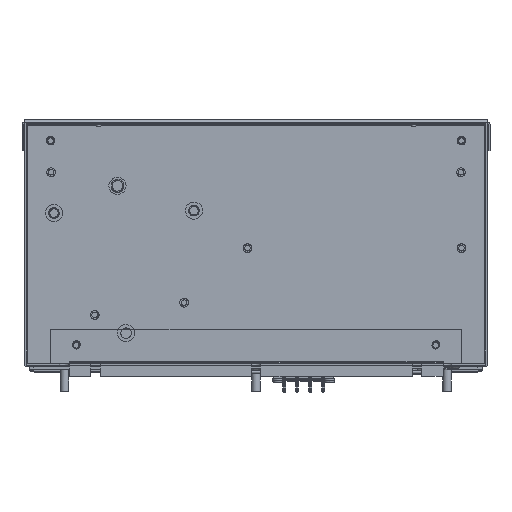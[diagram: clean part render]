
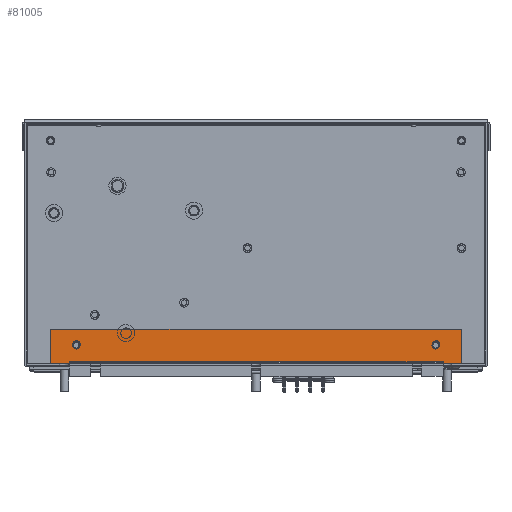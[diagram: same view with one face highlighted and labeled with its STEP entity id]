
A CAD part, front view. The second image highlights one B-rep face of the part: STEP entity #81005.
In plain terms, the highlighted free-form (B-spline) face has degree [1, 1] with [2, 2] control points.
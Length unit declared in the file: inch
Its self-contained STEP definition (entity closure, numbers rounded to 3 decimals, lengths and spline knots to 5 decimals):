
#79703=CARTESIAN_POINT('V3653',(0.76634,
   -21.73989,0.08406));
#79704=VERTEX_POINT('V3653',#79703);
#79762=CARTESIAN_POINT('V3652',(-10.15366,
   -21.73989,0.08406));
#79763=VERTEX_POINT('V3652',#79762);
#79799=CARTESIAN_POINT('E5462',(-10.15366,
   -21.73989,0.08406));
#79800=CARTESIAN_POINT('E5462',(0.76634,
   -21.73989,0.08406));
#79801=QUASI_UNIFORM_CURVE('E5462',1,(#79799,#79800),.POLYLINE_FORM.,
   .F.,.U.);
#79802=EDGE_CURVE('E5462',#79763,#79704,#79801,.T.);
#80651=CARTESIAN_POINT('V3660',(0.66534,
   -21.73989,0.58906));
#80652=VERTEX_POINT('V3660',#80651);
#80658=CARTESIAN_POINT('E5470',(0.66534,
   -21.73989,0.58906));
#80659=CARTESIAN_POINT('E5470',(0.66534,
   -21.73989,0.40027));
#80660=CARTESIAN_POINT('E5470',(0.50184,
   -21.73989,0.49467));
#80661=CARTESIAN_POINT('E5470',(0.33834,
   -21.73989,0.58906));
#80662=CARTESIAN_POINT('E5470',(0.50184,
   -21.73989,0.68346));
#80663=CARTESIAN_POINT('E5470',(0.66534,
   -21.73989,0.77786));
#80664=CARTESIAN_POINT('E5470',(0.66534,
   -21.73989,0.58906));
#80672=(BOUNDED_CURVE()B_SPLINE_CURVE(2,(#80658,#80659,#80660,
   #80661,#80662,#80663,#80664),.CIRCULAR_ARC.,.T.,.U.)
   B_SPLINE_CURVE_WITH_KNOTS((3,2,2,3),(0.0,0.33333,
   0.66667,1.0),.UNSPECIFIED.)CURVE()
   GEOMETRIC_REPRESENTATION_ITEM()RATIONAL_B_SPLINE_CURVE((1.0,
   0.5,1.0,0.5,1.0,0.5,1.0)
   )REPRESENTATION_ITEM('E5470'));
#80673=EDGE_CURVE('E5470',#80652,#80652,#80672,.T.);
#80720=CARTESIAN_POINT('V3661',(-9.83466,
   -21.73989,0.58906));
#80721=VERTEX_POINT('V3661',#80720);
#80727=CARTESIAN_POINT('E5471',(-9.83466,
   -21.73989,0.58906));
#80728=CARTESIAN_POINT('E5471',(-9.83466,
   -21.73989,0.40027));
#80729=CARTESIAN_POINT('E5471',(-9.99816,
   -21.73989,0.49467));
#80730=CARTESIAN_POINT('E5471',(-10.16166,
   -21.73989,0.58906));
#80731=CARTESIAN_POINT('E5471',(-9.99816,
   -21.73989,0.68346));
#80732=CARTESIAN_POINT('E5471',(-9.83466,
   -21.73989,0.77786));
#80733=CARTESIAN_POINT('E5471',(-9.83466,
   -21.73989,0.58906));
#80741=(BOUNDED_CURVE()B_SPLINE_CURVE(2,(#80727,#80728,#80729,
   #80730,#80731,#80732,#80733),.CIRCULAR_ARC.,.T.,.U.)
   B_SPLINE_CURVE_WITH_KNOTS((3,2,2,3),(0.0,0.33333,
   0.66667,1.0),.UNSPECIFIED.)CURVE()
   GEOMETRIC_REPRESENTATION_ITEM()RATIONAL_B_SPLINE_CURVE((1.0,
   0.5,1.0,0.5,1.0,0.5,1.0)
   )REPRESENTATION_ITEM('E5471'));
#80742=EDGE_CURVE('E5471',#80721,#80721,#80741,.T.);
#80761=CARTESIAN_POINT('V3659',(-10.15366,
   -21.73989,0.03306));
#80762=VERTEX_POINT('V3659',#80761);
#80763=CARTESIAN_POINT('E5469',(-10.15366,
   -21.73989,0.03306));
#80764=CARTESIAN_POINT('E5469',(-10.15366,
   -21.73989,0.08406));
#80765=QUASI_UNIFORM_CURVE('E5469',1,(#80763,#80764),.POLYLINE_FORM.,
   .F.,.U.);
#80766=EDGE_CURVE('E5469',#80762,#79763,#80765,.T.);
#80789=CARTESIAN_POINT('V3658',(-10.69366,
   -21.73989,0.03306));
#80790=VERTEX_POINT('V3658',#80789);
#80791=CARTESIAN_POINT('E5468',(-10.69366,
   -21.73989,0.03306));
#80792=CARTESIAN_POINT('E5468',(-10.15366,
   -21.73989,0.03306));
#80793=QUASI_UNIFORM_CURVE('E5468',1,(#80791,#80792),.POLYLINE_FORM.,
   .F.,.U.);
#80794=EDGE_CURVE('E5468',#80790,#80762,#80793,.T.);
#80817=CARTESIAN_POINT('V3657',(-10.69366,
   -21.73989,1.03306));
#80818=VERTEX_POINT('V3657',#80817);
#80819=CARTESIAN_POINT('E5467',(-10.69366,
   -21.73989,1.03306));
#80820=CARTESIAN_POINT('E5467',(-10.69366,
   -21.73989,0.03306));
#80821=QUASI_UNIFORM_CURVE('E5467',1,(#80819,#80820),.POLYLINE_FORM.,
   .F.,.U.);
#80822=EDGE_CURVE('E5467',#80818,#80790,#80821,.T.);
#80845=CARTESIAN_POINT('V3656',(1.30634,
   -21.73989,1.03306));
#80846=VERTEX_POINT('V3656',#80845);
#80847=CARTESIAN_POINT('E5466',(1.30634,
   -21.73989,1.03306));
#80848=CARTESIAN_POINT('E5466',(-10.69366,
   -21.73989,1.03306));
#80849=QUASI_UNIFORM_CURVE('E5466',1,(#80847,#80848),.POLYLINE_FORM.,
   .F.,.U.);
#80850=EDGE_CURVE('E5466',#80846,#80818,#80849,.T.);
#80873=CARTESIAN_POINT('V3655',(1.30634,
   -21.73989,0.03306));
#80874=VERTEX_POINT('V3655',#80873);
#80875=CARTESIAN_POINT('E5465',(1.30634,
   -21.73989,0.03306));
#80876=CARTESIAN_POINT('E5465',(1.30634,
   -21.73989,1.03306));
#80877=QUASI_UNIFORM_CURVE('E5465',1,(#80875,#80876),.POLYLINE_FORM.,
   .F.,.U.);
#80878=EDGE_CURVE('E5465',#80874,#80846,#80877,.T.);
#80901=CARTESIAN_POINT('V3654',(0.76634,
   -21.73989,0.03306));
#80902=VERTEX_POINT('V3654',#80901);
#80903=CARTESIAN_POINT('E5464',(0.76634,
   -21.73989,0.03306));
#80904=CARTESIAN_POINT('E5464',(1.30634,
   -21.73989,0.03306));
#80905=QUASI_UNIFORM_CURVE('E5464',1,(#80903,#80904),.POLYLINE_FORM.,
   .F.,.U.);
#80906=EDGE_CURVE('E5464',#80902,#80874,#80905,.T.);
#80927=CARTESIAN_POINT('E5463',(0.76634,
   -21.73989,0.08406));
#80928=CARTESIAN_POINT('E5463',(0.76634,
   -21.73989,0.03306));
#80929=QUASI_UNIFORM_CURVE('E5463',1,(#80927,#80928),.POLYLINE_FORM.,
   .F.,.U.);
#80930=EDGE_CURVE('E5463',#79704,#80902,#80929,.T.);
#80984=CARTESIAN_POINT('F1893',(-10.69484,
   -21.73989,0.03188));
#80985=CARTESIAN_POINT('F1893',(1.30752,
   -21.73989,0.03188));
#80986=CARTESIAN_POINT('F1893',(-10.69484,
   -21.73989,1.03425));
#80987=CARTESIAN_POINT('F1893',(1.30752,
   -21.73989,1.03425));
#80988=B_SPLINE_SURFACE_WITH_KNOTS('F1893',1,1,((#80984,#80986),(
   #80985,#80987)),.PLANE_SURF.,.F.,.F.,.U.,(2,2),(2,2),(0.0,
   11.97408),(0.0,1.0),.UNSPECIFIED.);
#80989=ORIENTED_EDGE('E5462',*,*,#79802,.T.);
#80990=ORIENTED_EDGE('E5463',*,*,#80930,.T.);
#80991=ORIENTED_EDGE('E5464',*,*,#80906,.T.);
#80992=ORIENTED_EDGE('E5465',*,*,#80878,.T.);
#80993=ORIENTED_EDGE('E5466',*,*,#80850,.T.);
#80994=ORIENTED_EDGE('E5467',*,*,#80822,.T.);
#80995=ORIENTED_EDGE('E5468',*,*,#80794,.T.);
#80996=ORIENTED_EDGE('E5469',*,*,#80766,.T.);
#80997=EDGE_LOOP('F1893',(#80989,#80990,#80991,#80992,#80993,#80994,
   #80995,#80996));
#80998=FACE_OUTER_BOUND('F1893',#80997,.T.);
#80999=ORIENTED_EDGE('E5471',*,*,#80742,.T.);
#81000=EDGE_LOOP('F1893',(#80999));
#81001=FACE_BOUND('F1893',#81000,.T.);
#81002=ORIENTED_EDGE('E5470',*,*,#80673,.T.);
#81003=EDGE_LOOP('F1893',(#81002));
#81004=FACE_BOUND('F1893',#81003,.T.);
#81005=ADVANCED_FACE('F1893',(#80998,#81001,#81004),#80988,.T.);
